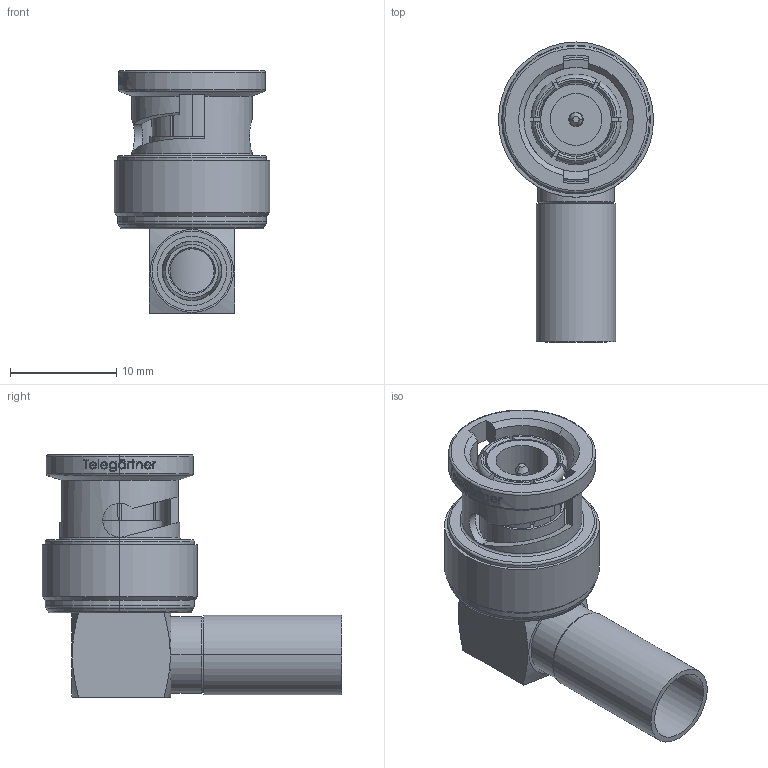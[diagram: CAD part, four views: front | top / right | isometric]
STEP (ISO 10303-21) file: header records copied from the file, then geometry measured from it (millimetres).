
FILE_DESCRIPTION (( 'STEP AP214' ), '1' );
FILE_NAME ('J01000A0054.STEP', '2017-01-04T11:12:17', ( '' ), ( '' ), 'SwSTEP 2.0', 'SolidWorks 2015', '' );
FILE_SCHEMA (( 'AUTOMOTIVE_DESIGN' ));
Length unit declared in the file: millimetre
Products named in the file (1): J01000A0054
Bounding box: 14.6 x 28.2 x 22.85 mm (x, y, z)
Volume: 2393 mm3; surface area: 2979.2 mm2
Topology: 2 solids, 2 shells, 329 faces, 828 edges, 536 vertices
Faces by surface type: plane 114, bspline 78, cylinder 77, cone 40, torus 20
Entity records: 16473 total; most frequent: CARTESIAN_POINT 5539, ORIENTED_EDGE 1656, DIRECTION 1310, EDGE_CURVE 828, VERTEX_POINT 536, AXIS2_PLACEMENT_3D 478, EDGE_LOOP 368, VECTOR 354
